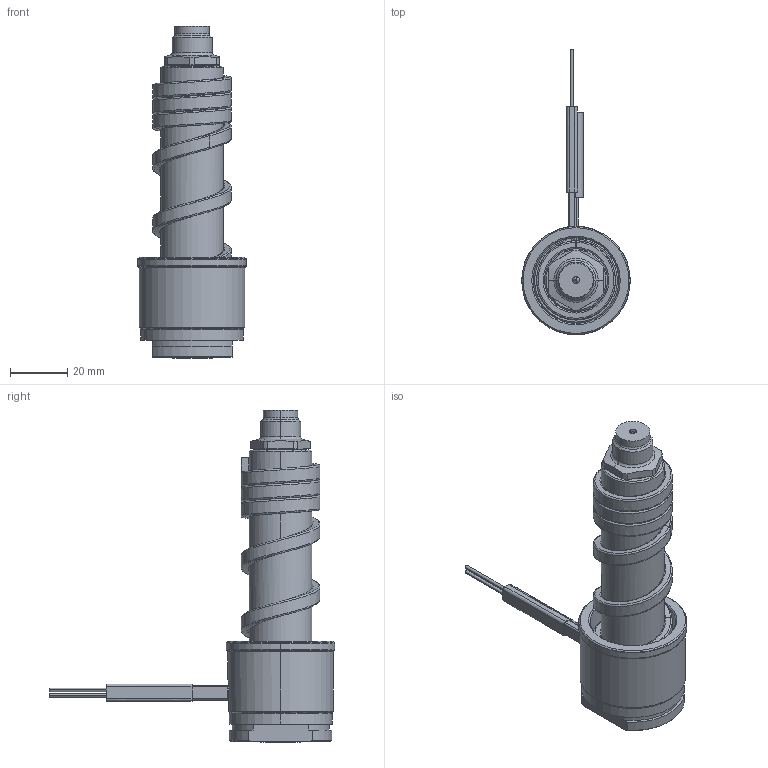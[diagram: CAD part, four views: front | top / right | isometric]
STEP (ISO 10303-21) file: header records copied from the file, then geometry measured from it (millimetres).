
FILE_DESCRIPTION((''),'2;1');
FILE_NAME('LS-116-BEU-N','2014-02-28T',('Íàòàëüÿ'),('IMID'),'PRO/ENGINEER BY PARAMETRIC TECHNOLOGY CORPORATION, 2010180','PRO/ENGINEER BY PARAMETRIC TECHNOLOGY CORPORATION, 2010180','');
FILE_SCHEMA(('CONFIG_CONTROL_DESIGN'));
Length unit declared in the file: millimetre
Products named in the file (1): LS-116-BEU-N
Bounding box: 38 x 100 x 116.2 mm (x, y, z)
Volume: 61033.7 mm3; surface area: 28337.7 mm2
Topology: 1 solids, 9 shells, 329 faces, 828 edges, 496 vertices
Faces by surface type: cylinder 104, bspline 64, cone 62, plane 51, torus 29, revolution 9, extrusion 8, sphere 2
Entity records: 17468 total; most frequent: CARTESIAN_POINT 10020, ORIENTED_EDGE 1616, DIRECTION 1418, EDGE_CURVE 820, AXIS2_PLACEMENT_3D 565, VERTEX_POINT 496, EDGE_LOOP 352, FACE_OUTER_BOUND 329
